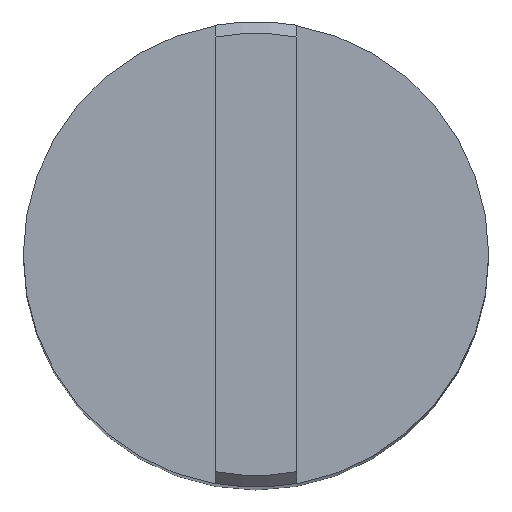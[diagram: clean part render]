
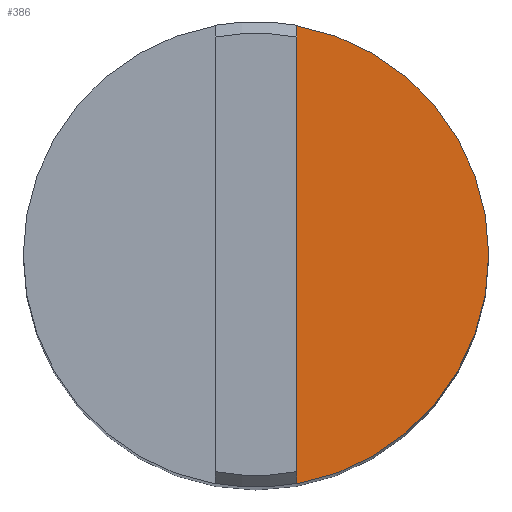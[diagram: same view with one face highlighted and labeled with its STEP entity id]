
A CAD part, top view. The second image highlights one B-rep face of the part: STEP entity #386.
In plain terms, the highlighted planar face has unit normal (0, 0, 1).
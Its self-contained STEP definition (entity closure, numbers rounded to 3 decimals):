
#52 = CIRCLE ( 'NONE', #361, 2. ) ;
#76 = VERTEX_POINT ( 'NONE', #111 ) ;
#79 = DIRECTION ( 'NONE',  ( 0., -1., 0. ) ) ;
#91 = CARTESIAN_POINT ( 'NONE',  ( 0., 0., 12. ) ) ;
#94 = DIRECTION ( 'NONE',  ( 1., 0., 0. ) ) ;
#111 = CARTESIAN_POINT ( 'NONE',  ( 2., 0., 12. ) ) ;
#113 = CARTESIAN_POINT ( 'NONE',  ( 0.35, 2.053, 12. ) ) ;
#130 = DIRECTION ( 'NONE',  ( 0., 0., 1. ) ) ;
#132 = ORIENTED_EDGE ( 'NONE', *, *, #287, .T. ) ;
#137 = ORIENTED_EDGE ( 'NONE', *, *, #237, .T. ) ;
#154 = EDGE_LOOP ( 'NONE', ( #132, #301, #137 ) ) ;
#193 = VECTOR ( 'NONE', #79, 1000. ) ;
#213 = DIRECTION ( 'NONE',  ( 0., 0., 1. ) ) ;
#221 = PLANE ( 'NONE',  #259 ) ;
#237 = EDGE_CURVE ( 'NONE', #265, #311, #419, .T. ) ;
#239 = CARTESIAN_POINT ( 'NONE',  ( 0., 0., 12. ) ) ;
#243 = DIRECTION ( 'NONE',  ( 1., 0., 0. ) ) ;
#259 = AXIS2_PLACEMENT_3D ( 'NONE', #91, #299, #94 ) ;
#265 = VERTEX_POINT ( 'NONE', #338 ) ;
#282 = EDGE_CURVE ( 'NONE', #76, #265, #52, .T. ) ;
#287 = EDGE_CURVE ( 'NONE', #311, #76, #402, .T. ) ;
#299 = DIRECTION ( 'NONE',  ( 0., 0., 1. ) ) ;
#301 = ORIENTED_EDGE ( 'NONE', *, *, #282, .T. ) ;
#311 = VERTEX_POINT ( 'NONE', #347 ) ;
#312 = DIRECTION ( 'NONE',  ( 1., 0., 0. ) ) ;
#338 = CARTESIAN_POINT ( 'NONE',  ( 0.35, 1.969, 12. ) ) ;
#347 = CARTESIAN_POINT ( 'NONE',  ( 0.35, -1.969, 12. ) ) ;
#361 = AXIS2_PLACEMENT_3D ( 'NONE', #239, #130, #312 ) ;
#386 = ADVANCED_FACE ( 'NONE', ( #398 ), #221, .T. ) ;
#398 = FACE_OUTER_BOUND ( 'NONE', #154, .T. ) ;
#402 = CIRCLE ( 'NONE', #417, 2. ) ;
#414 = CARTESIAN_POINT ( 'NONE',  ( 0., 0., 12. ) ) ;
#417 = AXIS2_PLACEMENT_3D ( 'NONE', #414, #213, #243 ) ;
#419 = LINE ( 'NONE', #113, #193 ) ;
